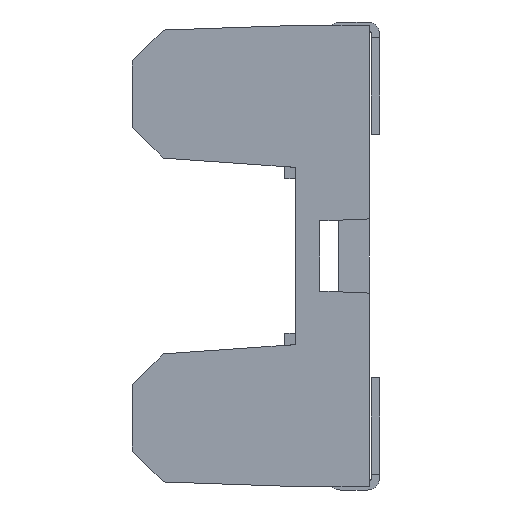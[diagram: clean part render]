
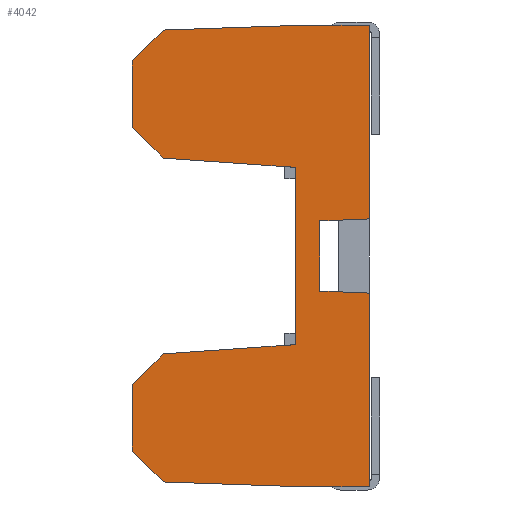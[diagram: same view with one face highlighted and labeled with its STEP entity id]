
A CAD part, left-side view. The second image highlights one B-rep face of the part: STEP entity #4042.
In plain terms, the highlighted planar face has unit normal (-1, 0.026, 0).
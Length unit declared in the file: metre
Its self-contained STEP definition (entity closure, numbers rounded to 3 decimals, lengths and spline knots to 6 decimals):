
#652=ORIENTED_EDGE('',*,*,#1535,.T.);
#653=ORIENTED_EDGE('',*,*,#1551,.F.);
#654=ORIENTED_EDGE('',*,*,#1793,.F.);
#655=ORIENTED_EDGE('',*,*,#1794,.F.);
#656=ORIENTED_EDGE('',*,*,#1553,.F.);
#657=ORIENTED_EDGE('',*,*,#1768,.F.);
#658=ORIENTED_EDGE('',*,*,#1795,.F.);
#659=ORIENTED_EDGE('',*,*,#1796,.T.);
#660=ORIENTED_EDGE('',*,*,#1797,.T.);
#661=ORIENTED_EDGE('',*,*,#1697,.T.);
#662=ORIENTED_EDGE('',*,*,#1532,.T.);
#663=ORIENTED_EDGE('',*,*,#1628,.T.);
#664=ORIENTED_EDGE('',*,*,#1798,.F.);
#665=ORIENTED_EDGE('',*,*,#1704,.F.);
#666=ORIENTED_EDGE('',*,*,#1600,.T.);
#667=ORIENTED_EDGE('',*,*,#1799,.F.);
#668=ORIENTED_EDGE('',*,*,#1800,.F.);
#669=ORIENTED_EDGE('',*,*,#1717,.T.);
#1532=EDGE_CURVE('',#2132,#2131,#2518,.T.);
#1535=EDGE_CURVE('',#2134,#2135,#2521,.T.);
#1551=EDGE_CURVE('',#2149,#2135,#2537,.T.);
#1553=EDGE_CURVE('',#2151,#2152,#2539,.T.);
#1600=EDGE_CURVE('',#2194,#2193,#2576,.T.);
#1628=EDGE_CURVE('',#2131,#2217,#2598,.T.);
#1697=EDGE_CURVE('',#2274,#2132,#2655,.T.);
#1704=EDGE_CURVE('',#2194,#2279,#2662,.T.);
#1717=EDGE_CURVE('',#2290,#2134,#2675,.T.);
#1768=EDGE_CURVE('',#2329,#2151,#2712,.T.);
#1793=EDGE_CURVE('',#2345,#2149,#2728,.T.);
#1794=EDGE_CURVE('',#2152,#2345,#2729,.T.);
#1795=EDGE_CURVE('',#2346,#2329,#2730,.T.);
#1796=EDGE_CURVE('',#2346,#2347,#2731,.T.);
#1797=EDGE_CURVE('',#2347,#2274,#2732,.T.);
#1798=EDGE_CURVE('',#2279,#2217,#2733,.T.);
#1799=EDGE_CURVE('',#2348,#2193,#2734,.T.);
#1800=EDGE_CURVE('',#2290,#2348,#2735,.T.);
#2131=VERTEX_POINT('',#6167);
#2132=VERTEX_POINT('',#6169);
#2134=VERTEX_POINT('',#6175);
#2135=VERTEX_POINT('',#6176);
#2149=VERTEX_POINT('',#6208);
#2151=VERTEX_POINT('',#6213);
#2152=VERTEX_POINT('',#6215);
#2193=VERTEX_POINT('',#6406);
#2194=VERTEX_POINT('',#6408);
#2217=VERTEX_POINT('',#6561);
#2274=VERTEX_POINT('',#6841);
#2279=VERTEX_POINT('',#6855);
#2290=VERTEX_POINT('',#6879);
#2329=VERTEX_POINT('',#7074);
#2345=VERTEX_POINT('',#7123);
#2346=VERTEX_POINT('',#7126);
#2347=VERTEX_POINT('',#7128);
#2348=VERTEX_POINT('',#7132);
#2518=LINE('',#6168,#2982);
#2521=LINE('',#6174,#2985);
#2537=LINE('',#6209,#3001);
#2539=LINE('',#6214,#3003);
#2576=LINE('',#6407,#3040);
#2598=LINE('',#6560,#3062);
#2655=LINE('',#6840,#3119);
#2662=LINE('',#6854,#3126);
#2675=LINE('',#6878,#3139);
#2712=LINE('',#7075,#3176);
#2728=LINE('',#7122,#3192);
#2729=LINE('',#7124,#3193);
#2730=LINE('',#7125,#3194);
#2731=LINE('',#7127,#3195);
#2732=LINE('',#7129,#3196);
#2733=LINE('',#7130,#3197);
#2734=LINE('',#7131,#3198);
#2735=LINE('',#7133,#3199);
#2982=VECTOR('',#5025,1.);
#2985=VECTOR('',#5030,1.);
#3001=VECTOR('',#5052,1.);
#3003=VECTOR('',#5056,1.);
#3040=VECTOR('',#5131,1.);
#3062=VECTOR('',#5173,1.);
#3119=VECTOR('',#5280,1.);
#3126=VECTOR('',#5291,1.);
#3139=VECTOR('',#5304,1.);
#3176=VECTOR('',#5385,1.);
#3192=VECTOR('',#5433,1.);
#3193=VECTOR('',#5434,1.);
#3194=VECTOR('',#5435,1.);
#3195=VECTOR('',#5436,1.);
#3196=VECTOR('',#5437,1.);
#3197=VECTOR('',#5438,1.);
#3198=VECTOR('',#5439,1.);
#3199=VECTOR('',#5440,1.);
#3474=EDGE_LOOP('',(#652,#653,#654,#655,#656,#657,#658,#659,#660,#661,#662,
#663,#664,#665,#666,#667,#668,#669));
#3684=FACE_BOUND('',#3474,.T.);
#3875=PLANE('',#4726);
#4042=ADVANCED_FACE('',(#3684),#3875,.T.);
#4726=AXIS2_PLACEMENT_3D('',#7121,#5431,#5432);
#5025=DIRECTION('',(-0.019,-0.707,-0.707));
#5030=DIRECTION('',(0.026,1.,0.));
#5052=DIRECTION('',(-0.026,-0.999,0.035));
#5056=DIRECTION('',(0.019,0.707,0.707));
#5131=DIRECTION('',(0.026,0.999,0.042));
#5173=DIRECTION('',(-0.026,-0.999,-0.035));
#5280=DIRECTION('',(0.,0.,-1.));
#5291=DIRECTION('',(0.,0.,-1.));
#5304=DIRECTION('',(0.,0.,1.));
#5385=DIRECTION('',(0.026,0.997,0.07));
#5431=DIRECTION('',(-1.,0.026,0.));
#5432=DIRECTION('',(0.,0.,1.));
#5433=DIRECTION('',(-0.019,-0.707,0.707));
#5434=DIRECTION('',(0.,0.,1.));
#5435=DIRECTION('',(0.,0.,1.));
#5436=DIRECTION('',(0.026,0.997,-0.07));
#5437=DIRECTION('',(0.019,0.707,-0.707));
#5438=DIRECTION('',(0.026,1.,0.));
#5439=DIRECTION('',(0.,0.,-1.));
#5440=DIRECTION('',(0.026,0.999,-0.042));
#6167=CARTESIAN_POINT('',(-0.009338,0.01,-0.022159));
#6168=CARTESIAN_POINT('',(-0.009339,0.009959,-0.0222));
#6169=CARTESIAN_POINT('',(-0.009299,0.0115,-0.020659));
#6174=CARTESIAN_POINT('',(-0.008943,0.02509,0.));
#6175=CARTESIAN_POINT('',(-0.0096,0.,0.));
#6176=CARTESIAN_POINT('',(-0.009519,0.0031,0.));
#6208=CARTESIAN_POINT('',(-0.009338,0.01,-0.000241));
#6209=CARTESIAN_POINT('',(-0.008943,0.02509,-0.000768));
#6213=CARTESIAN_POINT('',(-0.009338,0.01,-0.006452));
#6214=CARTESIAN_POINT('',(-0.009174,0.016252,-0.0002));
#6215=CARTESIAN_POINT('',(-0.009299,0.0115,-0.004952));
#6406=CARTESIAN_POINT('',(-0.009537,0.0024,-0.0129));
#6407=CARTESIAN_POINT('',(-0.008943,0.02509,-0.011955));
#6408=CARTESIAN_POINT('',(-0.0096,0.,-0.013));
#6560=CARTESIAN_POINT('',(-0.008943,0.02509,-0.021632));
#6561=CARTESIAN_POINT('',(-0.009519,0.0031,-0.0224));
#6840=CARTESIAN_POINT('',(-0.009299,0.0115,0.));
#6841=CARTESIAN_POINT('',(-0.009299,0.0115,-0.017448));
#6854=CARTESIAN_POINT('',(-0.0096,0.,-0.0222));
#6855=CARTESIAN_POINT('',(-0.0096,0.,-0.0224));
#6878=CARTESIAN_POINT('',(-0.0096,0.,-0.0002));
#6879=CARTESIAN_POINT('',(-0.0096,0.,-0.0094));
#7074=CARTESIAN_POINT('',(-0.009506,0.0036,-0.0069));
#7075=CARTESIAN_POINT('',(-0.008943,0.02509,-0.005397));
#7121=CARTESIAN_POINT('',(-0.009296,0.011602,0.));
#7122=CARTESIAN_POINT('',(-0.009339,0.009959,-0.0002));
#7123=CARTESIAN_POINT('',(-0.009299,0.0115,-0.001741));
#7124=CARTESIAN_POINT('',(-0.009299,0.0115,-0.0002));
#7125=CARTESIAN_POINT('',(-0.009506,0.0036,-0.0222));
#7126=CARTESIAN_POINT('',(-0.009506,0.0036,-0.0155));
#7127=CARTESIAN_POINT('',(-0.008943,0.02509,-0.017003));
#7128=CARTESIAN_POINT('',(-0.009338,0.01,-0.015948));
#7129=CARTESIAN_POINT('',(-0.009174,0.016252,-0.0222));
#7130=CARTESIAN_POINT('',(-0.008943,0.02509,-0.0224));
#7131=CARTESIAN_POINT('',(-0.009537,0.0024,-0.0222));
#7132=CARTESIAN_POINT('',(-0.009537,0.0024,-0.0095));
#7133=CARTESIAN_POINT('',(-0.008943,0.02509,-0.010445));
